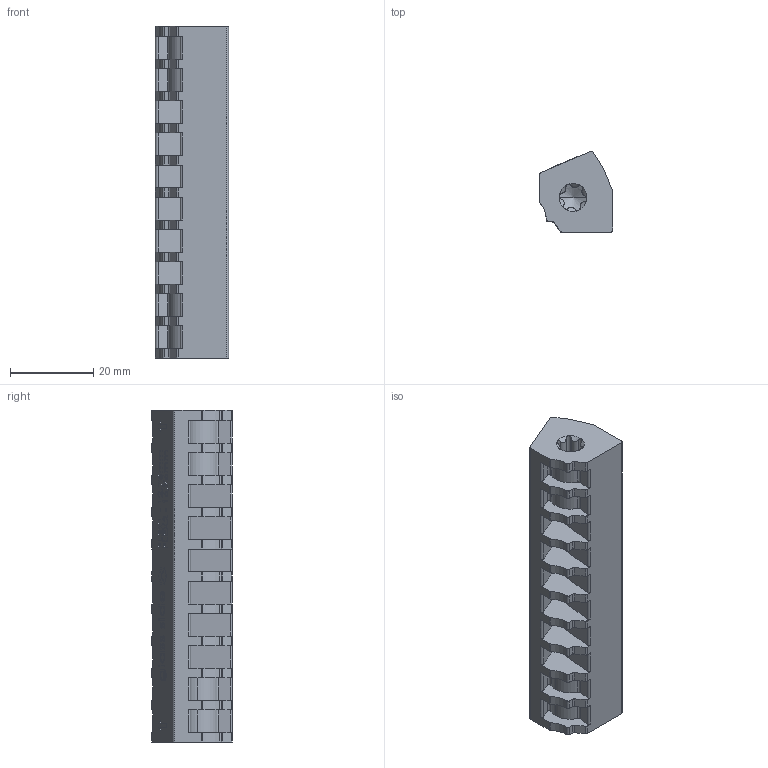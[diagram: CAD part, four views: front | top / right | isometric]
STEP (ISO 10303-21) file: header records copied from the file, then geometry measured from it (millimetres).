
FILE_DESCRIPTION (( 'STEP AP214' ), '1' );
FILE_NAME ('A19_FLEX1-013.P4.STEP', '2023-03-10T11:28:39', ( '' ), ( '' ), 'SwSTEP 2.0', 'SolidWorks 2019', '' );
FILE_SCHEMA (( 'AUTOMOTIVE_DESIGN' ));
Length unit declared in the file: millimetre
Products named in the file (1): A19_FLEX1-013.P4
Bounding box: 17.62 x 19.47 x 80 mm (x, y, z)
Volume: 14487.8 mm3; surface area: 9183.7 mm2
Topology: 1 solids, 1 shells, 845 faces, 2373 edges, 1576 vertices
Faces by surface type: plane 436, cylinder 211, bspline 180, cone 18
Entity records: 35756 total; most frequent: CARTESIAN_POINT 14619, ORIENTED_EDGE 4738, DIRECTION 3619, EDGE_CURVE 2369, VERTEX_POINT 1576, VECTOR 1551, LINE 1551, AXIS2_PLACEMENT_3D 1034
